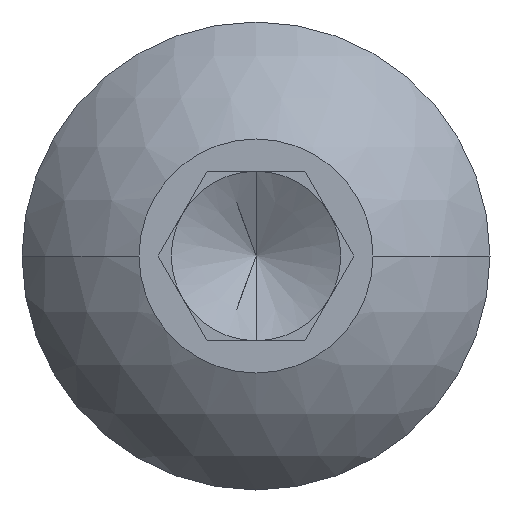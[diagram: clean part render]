
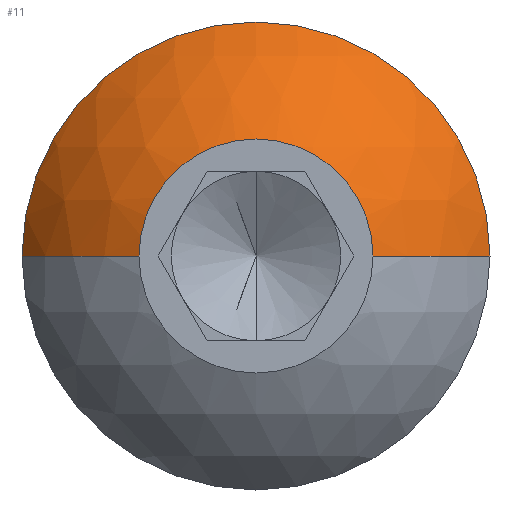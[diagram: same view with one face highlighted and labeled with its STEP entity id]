
A CAD part, left-side view. The second image highlights one B-rep face of the part: STEP entity #11.
In plain terms, the highlighted spherical face has radius 3.87 mm.
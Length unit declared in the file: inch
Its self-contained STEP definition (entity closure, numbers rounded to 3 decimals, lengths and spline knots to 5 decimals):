
#3 = ORIENTED_EDGE ( 'NONE', *, *, #6, .T. ) ;
#4 = ORIENTED_EDGE ( 'NONE', *, *, #121, .F. ) ;
#5 = EDGE_LOOP ( 'NONE', ( #4, #3, #7, #9, #8 ) ) ;
#6 = EDGE_CURVE ( 'NONE', #123, #129, #370, .T. ) ;
#7 = ORIENTED_EDGE ( 'NONE', *, *, #130, .T. ) ;
#8 = ORIENTED_EDGE ( 'NONE', *, *, #52, .F. ) ;
#9 = ORIENTED_EDGE ( 'NONE', *, *, #118, .T. ) ;
#11 = ADVANCED_FACE ( 'NONE', ( #364 ), #357, .T. ) ;
#52 = EDGE_CURVE ( 'NONE', #119, #112, #395, .T. ) ;
#112 = VERTEX_POINT ( 'NONE', #498 ) ;
#118 = EDGE_CURVE ( 'NONE', #136, #112, #484, .T. ) ;
#119 = VERTEX_POINT ( 'NONE', #480 ) ;
#121 = EDGE_CURVE ( 'NONE', #123, #119, #479, .T. ) ;
#123 = VERTEX_POINT ( 'NONE', #554 ) ;
#129 = VERTEX_POINT ( 'NONE', #548 ) ;
#130 = EDGE_CURVE ( 'NONE', #129, #136, #546, .T. ) ;
#136 = VERTEX_POINT ( 'NONE', #607 ) ;
#271 = DIRECTION ( 'NONE',  ( 0., 1., 0. ) ) ;
#272 = DIRECTION ( 'NONE',  ( 0., 0., -1. ) ) ;
#273 = CARTESIAN_POINT ( 'NONE',  ( 0.13785, 0., 0. ) ) ;
#357 = SPHERICAL_SURFACE ( 'NONE', #359, 0.15235 ) ;
#359 = AXIS2_PLACEMENT_3D ( 'NONE', #273, #272, #271 ) ;
#364 = FACE_OUTER_BOUND ( 'NONE', #5, .T. ) ;
#366 = DIRECTION ( 'NONE',  ( 0., 0., 1. ) ) ;
#367 = DIRECTION ( 'NONE',  ( -1., 0., 0. ) ) ;
#368 = CARTESIAN_POINT ( 'NONE',  ( 0.058, 0., 0. ) ) ;
#369 = AXIS2_PLACEMENT_3D ( 'NONE', #368, #367, #366 ) ;
#370 = CIRCLE ( 'NONE', #369, 0.12975 ) ;
#391 = DIRECTION ( 'NONE',  ( 0., 0., 1. ) ) ;
#392 = DIRECTION ( 'NONE',  ( -1., 0., 0. ) ) ;
#393 = CARTESIAN_POINT ( 'NONE',  ( 0., 0., 0. ) ) ;
#394 = AXIS2_PLACEMENT_3D ( 'NONE', #393, #392, #391 ) ;
#395 = CIRCLE ( 'NONE', #394, 0.06488 ) ;
#476 = DIRECTION ( 'NONE',  ( 0., 0., -1. ) ) ;
#477 = CARTESIAN_POINT ( 'NONE',  ( 0.13785, 0., 0. ) ) ;
#478 = AXIS2_PLACEMENT_3D ( 'NONE', #477, #476, #555 ) ;
#479 = CIRCLE ( 'NONE', #478, 0.15235 ) ;
#480 = CARTESIAN_POINT ( 'NONE',  ( 0., -0.06488, 0. ) ) ;
#481 = DIRECTION ( 'NONE',  ( 1., 0., 0. ) ) ;
#482 = DIRECTION ( 'NONE',  ( 0., 0., 1. ) ) ;
#483 = AXIS2_PLACEMENT_3D ( 'NONE', #490, #482, #481 ) ;
#484 = CIRCLE ( 'NONE', #483, 0.15235 ) ;
#490 = CARTESIAN_POINT ( 'NONE',  ( 0.13785, 0., 0. ) ) ;
#498 = CARTESIAN_POINT ( 'NONE',  ( 0., 0.06488, 0. ) ) ;
#542 = DIRECTION ( 'NONE',  ( 0., 0., 1. ) ) ;
#543 = DIRECTION ( 'NONE',  ( -1., 0., 0. ) ) ;
#544 = CARTESIAN_POINT ( 'NONE',  ( 0.058, 0., 0. ) ) ;
#545 = AXIS2_PLACEMENT_3D ( 'NONE', #544, #543, #542 ) ;
#546 = CIRCLE ( 'NONE', #545, 0.12975 ) ;
#548 = CARTESIAN_POINT ( 'NONE',  ( 0.058, 0., 0.12975 ) ) ;
#554 = CARTESIAN_POINT ( 'NONE',  ( 0.058, -0.12975, 0. ) ) ;
#555 = DIRECTION ( 'NONE',  ( 0., 1., 0. ) ) ;
#607 = CARTESIAN_POINT ( 'NONE',  ( 0.058, 0.12975, 0. ) ) ;
